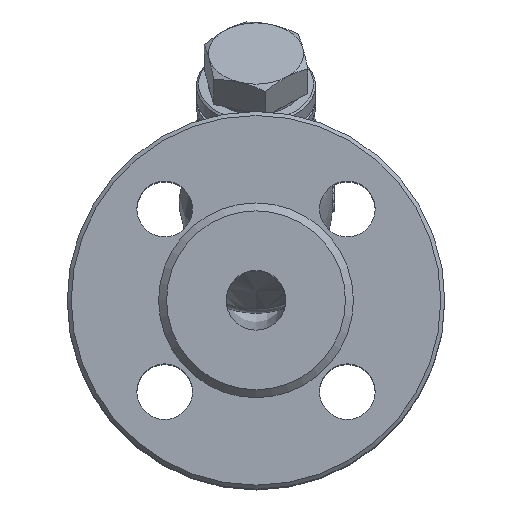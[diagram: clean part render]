
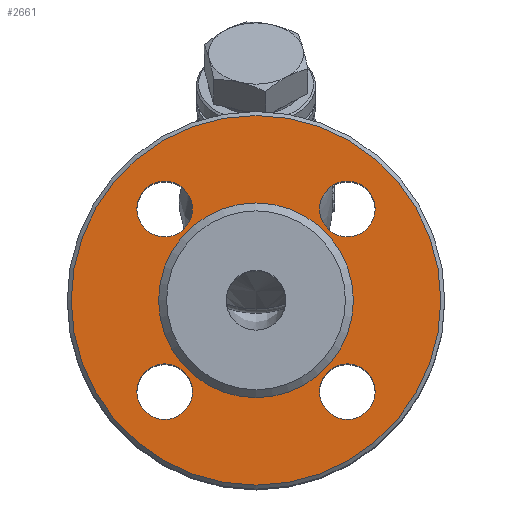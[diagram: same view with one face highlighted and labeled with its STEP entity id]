
A CAD part, top view. The second image highlights one B-rep face of the part: STEP entity #2661.
In plain terms, the highlighted planar face has unit normal (0, 0, 1).
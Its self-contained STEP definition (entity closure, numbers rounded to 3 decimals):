
#108=PLANE('',#2908);
#392=FACE_BOUND('',#693,.T.);
#393=FACE_BOUND('',#694,.T.);
#394=FACE_BOUND('',#695,.T.);
#395=FACE_BOUND('',#696,.T.);
#396=FACE_BOUND('',#697,.T.);
#532=FACE_OUTER_BOUND('',#692,.T.);
#692=EDGE_LOOP('',(#2207));
#693=EDGE_LOOP('',(#2208));
#694=EDGE_LOOP('',(#2209));
#695=EDGE_LOOP('',(#2210));
#696=EDGE_LOOP('',(#2211));
#697=EDGE_LOOP('',(#2212));
#808=CIRCLE('',#2907,46.5);
#809=CIRCLE('',#2909,24.5);
#810=CIRCLE('',#2910,7.);
#811=CIRCLE('',#2911,7.);
#812=CIRCLE('',#2912,7.);
#813=CIRCLE('',#2913,7.);
#1204=VERTEX_POINT('',#6628);
#1205=VERTEX_POINT('',#6632);
#1206=VERTEX_POINT('',#6634);
#1207=VERTEX_POINT('',#6636);
#1208=VERTEX_POINT('',#6638);
#1209=VERTEX_POINT('',#6640);
#1548=EDGE_CURVE('',#1204,#1204,#808,.T.);
#1549=EDGE_CURVE('',#1205,#1205,#809,.T.);
#1550=EDGE_CURVE('',#1206,#1206,#810,.T.);
#1551=EDGE_CURVE('',#1207,#1207,#811,.T.);
#1552=EDGE_CURVE('',#1208,#1208,#812,.T.);
#1553=EDGE_CURVE('',#1209,#1209,#813,.T.);
#2207=ORIENTED_EDGE('',*,*,#1548,.T.);
#2208=ORIENTED_EDGE('',*,*,#1549,.T.);
#2209=ORIENTED_EDGE('',*,*,#1550,.T.);
#2210=ORIENTED_EDGE('',*,*,#1551,.T.);
#2211=ORIENTED_EDGE('',*,*,#1552,.T.);
#2212=ORIENTED_EDGE('',*,*,#1553,.T.);
#2661=ADVANCED_FACE('',(#532,#392,#393,#394,#395,#396),#108,.T.);
#2907=AXIS2_PLACEMENT_3D('',#6630,#3291,#3292);
#2908=AXIS2_PLACEMENT_3D('',#6631,#3293,#3294);
#2909=AXIS2_PLACEMENT_3D('',#6633,#3295,#3296);
#2910=AXIS2_PLACEMENT_3D('',#6635,#3297,#3298);
#2911=AXIS2_PLACEMENT_3D('',#6637,#3299,#3300);
#2912=AXIS2_PLACEMENT_3D('',#6639,#3301,#3302);
#2913=AXIS2_PLACEMENT_3D('',#6641,#3303,#3304);
#3291=DIRECTION('center_axis',(0.,0.,1.));
#3292=DIRECTION('ref_axis',(-1.,0.,0.));
#3293=DIRECTION('center_axis',(0.,0.,1.));
#3294=DIRECTION('ref_axis',(1.,0.,0.));
#3295=DIRECTION('center_axis',(0.,0.,-1.));
#3296=DIRECTION('ref_axis',(-1.,0.,0.));
#3297=DIRECTION('center_axis',(0.,0.,-1.));
#3298=DIRECTION('ref_axis',(-1.,0.,0.));
#3299=DIRECTION('center_axis',(0.,0.,-1.));
#3300=DIRECTION('ref_axis',(-1.,0.,0.));
#3301=DIRECTION('center_axis',(0.,0.,-1.));
#3302=DIRECTION('ref_axis',(-1.,0.,0.));
#3303=DIRECTION('center_axis',(0.,0.,-1.));
#3304=DIRECTION('ref_axis',(-1.,0.,0.));
#6628=CARTESIAN_POINT('',(46.5,0.,128.));
#6630=CARTESIAN_POINT('Origin',(0.,0.,128.));
#6631=CARTESIAN_POINT('Origin',(0.,0.,128.));
#6632=CARTESIAN_POINT('',(24.5,0.,128.));
#6633=CARTESIAN_POINT('Origin',(0.,0.,128.));
#6634=CARTESIAN_POINT('',(29.981,-22.981,128.));
#6635=CARTESIAN_POINT('Origin',(22.981,-22.981,128.));
#6636=CARTESIAN_POINT('',(-15.981,-22.981,128.));
#6637=CARTESIAN_POINT('Origin',(-22.981,-22.981,128.));
#6638=CARTESIAN_POINT('',(-15.981,22.981,128.));
#6639=CARTESIAN_POINT('Origin',(-22.981,22.981,128.));
#6640=CARTESIAN_POINT('',(29.981,22.981,128.));
#6641=CARTESIAN_POINT('Origin',(22.981,22.981,128.));
